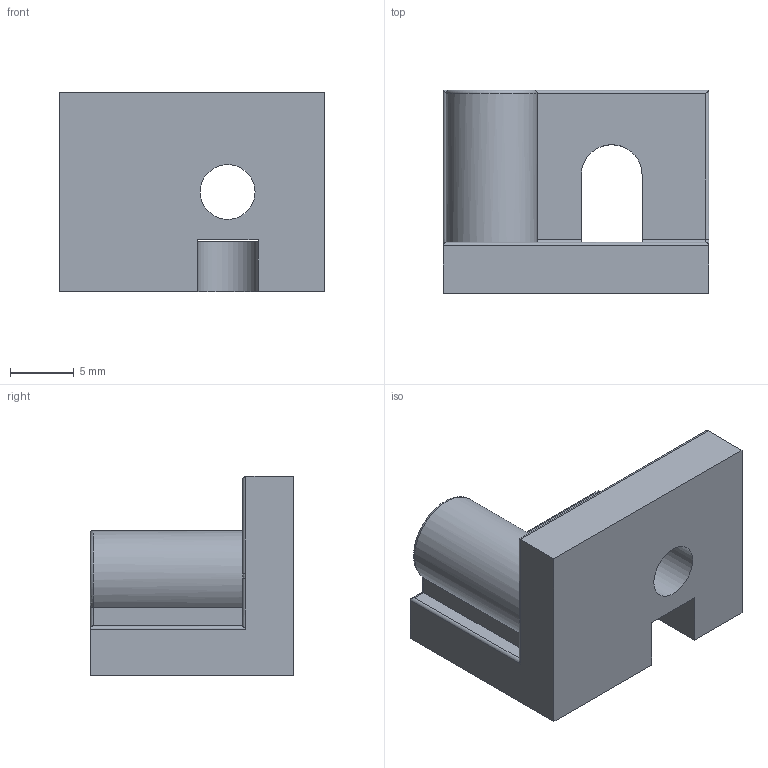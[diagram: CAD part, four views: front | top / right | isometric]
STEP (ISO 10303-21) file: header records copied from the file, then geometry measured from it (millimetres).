
FILE_DESCRIPTION(/* description */ (''),/* implementation_level */ '2;1');
FILE_NAME(/* name */ 'Antenna Holder.ipt.step',/* time_stamp */ '2020-04-16T23:10:50-04:00',/* author */ ('Jordan'),/* organization */ (''),/* preprocessor_version */ 'ST-DEVELOPER v17',/* originating_system */ 'Autodesk Inventor 2019',/* authorisation */ '');
FILE_SCHEMA (('AUTOMOTIVE_DESIGN { 1 0 10303 214 3 1 1 }'));
Length unit declared in the file: inch
Products named in the file (1): Antenna Holder
Bounding box: 20.83 x 15.95 x 15.6 mm (x, y, z)
Volume: 2384.1 mm3; surface area: 1891.5 mm2
Topology: 1 solids, 1 shells, 37 faces, 97 edges, 61 vertices
Faces by surface type: plane 18, cylinder 16, torus 2, bspline 1
Full cylindrical faces by diameter (mm): 4.293 x1
Entity records: 1260 total; most frequent: CARTESIAN_POINT 282, DIRECTION 199, ORIENTED_EDGE 194, EDGE_CURVE 97, AXIS2_PLACEMENT_3D 68, LINE 63, VECTOR 63, VERTEX_POINT 61
